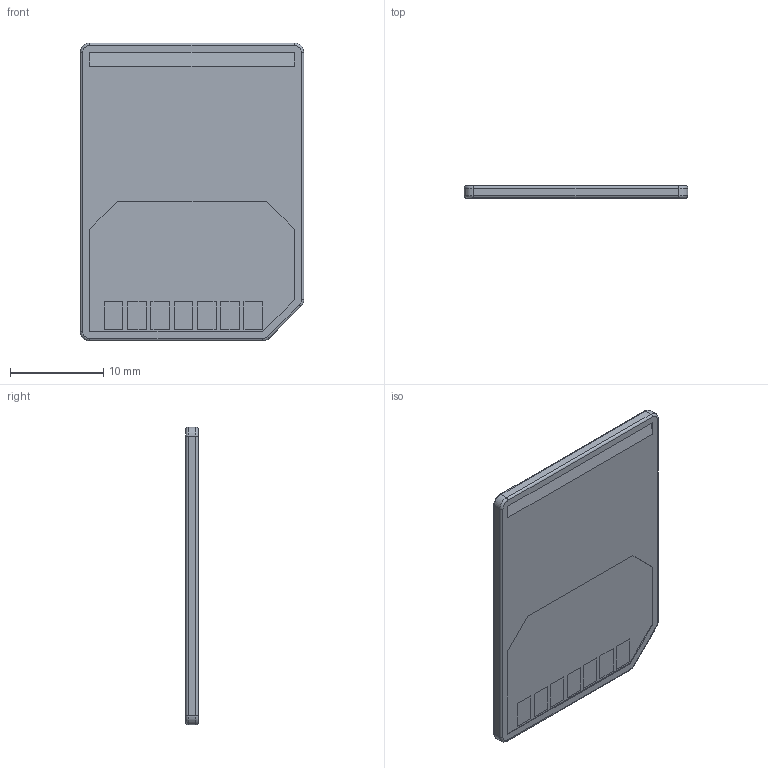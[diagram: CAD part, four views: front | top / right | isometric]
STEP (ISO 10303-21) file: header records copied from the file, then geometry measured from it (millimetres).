
FILE_DESCRIPTION (( 'STEP AP214' ), '1' );
FILE_NAME ('User Library-SD Card-1.STEP', '2014-11-10T14:10:06', ( 'Windows User' ), ( '' ), 'SwSTEP 2.0', 'SolidWorks 2014', '' );
FILE_SCHEMA (( 'AUTOMOTIVE_DESIGN' ));
Length unit declared in the file: millimetre
Products named in the file (1): User Library-SD Card-1
Bounding box: 24 x 1.3 x 32 mm (x, y, z)
Volume: 887.1 mm3; surface area: 1665.8 mm2
Topology: 1 solids, 1 shells, 65 faces, 164 edges, 112 vertices
Faces by surface type: plane 36, cylinder 19, torus 10
Entity records: 2090 total; most frequent: CARTESIAN_POINT 348, DIRECTION 340, ORIENTED_EDGE 328, EDGE_CURVE 164, VECTOR 116, LINE 116, AXIS2_PLACEMENT_3D 112, VERTEX_POINT 112
